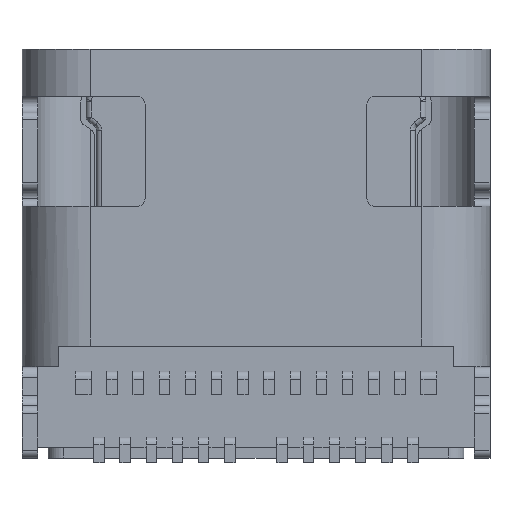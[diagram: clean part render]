
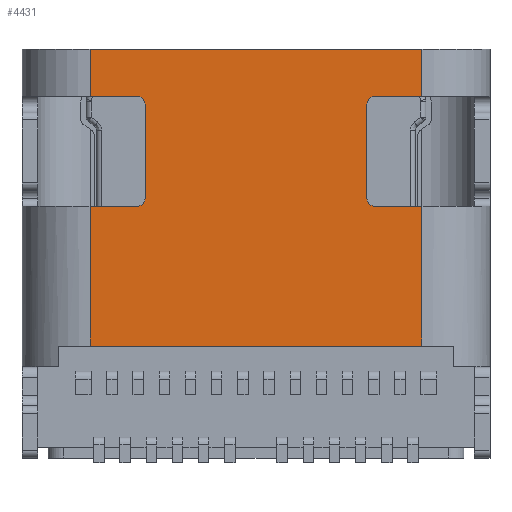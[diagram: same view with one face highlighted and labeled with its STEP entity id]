
A CAD part, front view. The second image highlights one B-rep face of the part: STEP entity #4431.
In plain terms, the highlighted planar face has unit normal (0, -1, 0).
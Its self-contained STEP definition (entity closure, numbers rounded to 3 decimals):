
#126 = VECTOR ( 'NONE', #5915, 1000. ) ;
#129 = DIRECTION ( 'NONE',  ( 0., 1., 0. ) ) ;
#320 = EDGE_LOOP ( 'NONE', ( #3492, #4864, #3167, #8741, #10411, #4479, #8206, #2371, #2201, #9532, #884, #7702, #5632, #9510, #3688, #1860 ) ) ;
#511 = VECTOR ( 'NONE', #621, 1000. ) ;
#548 = EDGE_CURVE ( 'NONE', #11898, #5645, #5113, .T. ) ;
#561 = VERTEX_POINT ( 'NONE', #3014 ) ;
#579 = LINE ( 'NONE', #2473, #8863 ) ;
#621 = DIRECTION ( 'NONE',  ( 1., 0., 0. ) ) ;
#768 = DIRECTION ( 'NONE',  ( 1., 0., 0. ) ) ;
#884 = ORIENTED_EDGE ( 'NONE', *, *, #5351, .T. ) ;
#1069 = CARTESIAN_POINT ( 'NONE',  ( 0., 0., 2.058 ) ) ;
#1295 = DIRECTION ( 'NONE',  ( 0., 1., 0. ) ) ;
#1364 = VECTOR ( 'NONE', #8747, 1000. ) ;
#1604 = CARTESIAN_POINT ( 'NONE',  ( -3.17, 0., -2.712 ) ) ;
#1821 = DIRECTION ( 'NONE',  ( -1., 0., 0. ) ) ;
#1860 = ORIENTED_EDGE ( 'NONE', *, *, #4525, .F. ) ;
#1903 = DIRECTION ( 'NONE',  ( 0., 0., -1. ) ) ;
#1965 = VECTOR ( 'NONE', #7547, 1000. ) ;
#1981 = VERTEX_POINT ( 'NONE', #6541 ) ;
#2164 = DIRECTION ( 'NONE',  ( 0., -1., 0. ) ) ;
#2172 = CARTESIAN_POINT ( 'NONE',  ( 2.12, 0., -1.742 ) ) ;
#2186 = VECTOR ( 'NONE', #11713, 1000. ) ;
#2201 = ORIENTED_EDGE ( 'NONE', *, *, #8290, .F. ) ;
#2218 = VECTOR ( 'NONE', #1903, 1000. ) ;
#2371 = ORIENTED_EDGE ( 'NONE', *, *, #3420, .T. ) ;
#2473 = CARTESIAN_POINT ( 'NONE',  ( 3.17, 0., -1.742 ) ) ;
#3014 = CARTESIAN_POINT ( 'NONE',  ( -2.27, 0., 2.058 ) ) ;
#3167 = ORIENTED_EDGE ( 'NONE', *, *, #6064, .T. ) ;
#3420 = EDGE_CURVE ( 'NONE', #11309, #10197, #5735, .T. ) ;
#3451 = CIRCLE ( 'NONE', #6364, 0.15 ) ;
#3492 = ORIENTED_EDGE ( 'NONE', *, *, #12195, .T. ) ;
#3617 = LINE ( 'NONE', #1604, #511 ) ;
#3688 = ORIENTED_EDGE ( 'NONE', *, *, #11250, .T. ) ;
#3925 = CARTESIAN_POINT ( 'NONE',  ( -3.17, 0., -1.742 ) ) ;
#4064 = LINE ( 'NONE', #10797, #6983 ) ;
#4149 = CARTESIAN_POINT ( 'NONE',  ( 3.17, 0., 2.058 ) ) ;
#4178 = VECTOR ( 'NONE', #6941, 1000. ) ;
#4203 = VECTOR ( 'NONE', #9461, 1000. ) ;
#4227 = VERTEX_POINT ( 'NONE', #8818 ) ;
#4431 = ADVANCED_FACE ( 'NONE', ( #7197 ), #5038, .T. ) ;
#4479 = ORIENTED_EDGE ( 'NONE', *, *, #548, .T. ) ;
#4484 = AXIS2_PLACEMENT_3D ( 'NONE', #12331, #1295, #9255 ) ;
#4525 = EDGE_CURVE ( 'NONE', #6308, #12007, #12541, .T. ) ;
#4767 = LINE ( 'NONE', #8685, #1364 ) ;
#4864 = ORIENTED_EDGE ( 'NONE', *, *, #5507, .T. ) ;
#4917 = VERTEX_POINT ( 'NONE', #12530 ) ;
#4976 = LINE ( 'NONE', #3925, #2218 ) ;
#5038 = PLANE ( 'NONE',  #9824 ) ;
#5113 = LINE ( 'NONE', #2172, #4178 ) ;
#5144 = CARTESIAN_POINT ( 'NONE',  ( -3.17, 0., -0.042 ) ) ;
#5205 = CARTESIAN_POINT ( 'NONE',  ( -2.12, 0., 0.108 ) ) ;
#5351 = EDGE_CURVE ( 'NONE', #1981, #6662, #8525, .T. ) ;
#5507 = EDGE_CURVE ( 'NONE', #10371, #7903, #3617, .T. ) ;
#5540 = DIRECTION ( 'NONE',  ( 0., 0., 1. ) ) ;
#5555 = AXIS2_PLACEMENT_3D ( 'NONE', #11652, #9619, #6498 ) ;
#5632 = ORIENTED_EDGE ( 'NONE', *, *, #5761, .T. ) ;
#5645 = VERTEX_POINT ( 'NONE', #9883 ) ;
#5701 = CARTESIAN_POINT ( 'NONE',  ( -2.12, 0., 1.908 ) ) ;
#5735 = LINE ( 'NONE', #6778, #12911 ) ;
#5761 = EDGE_CURVE ( 'NONE', #561, #10623, #3451, .T. ) ;
#5772 = CIRCLE ( 'NONE', #7448, 0.15 ) ;
#5805 = DIRECTION ( 'NONE',  ( 0., 1., 0. ) ) ;
#5827 = EDGE_CURVE ( 'NONE', #4917, #8970, #6981, .T. ) ;
#5913 = CARTESIAN_POINT ( 'NONE',  ( -3.17, 0., -2.712 ) ) ;
#5915 = DIRECTION ( 'NONE',  ( 0., 0., -1. ) ) ;
#5936 = CARTESIAN_POINT ( 'NONE',  ( 0., 0., -0.042 ) ) ;
#6064 = EDGE_CURVE ( 'NONE', #7903, #8970, #579, .T. ) ;
#6146 = DIRECTION ( 'NONE',  ( -1., 0., 0. ) ) ;
#6234 = CARTESIAN_POINT ( 'NONE',  ( 2.12, 0., 0.108 ) ) ;
#6308 = VERTEX_POINT ( 'NONE', #5144 ) ;
#6364 = AXIS2_PLACEMENT_3D ( 'NONE', #7218, #5805, #1821 ) ;
#6498 = DIRECTION ( 'NONE',  ( -1., 0., 0. ) ) ;
#6541 = CARTESIAN_POINT ( 'NONE',  ( -3.17, 0., 2.958 ) ) ;
#6662 = VERTEX_POINT ( 'NONE', #6724 ) ;
#6724 = CARTESIAN_POINT ( 'NONE',  ( -3.17, 0., 2.058 ) ) ;
#6762 = CARTESIAN_POINT ( 'NONE',  ( 2.27, 0., 2.058 ) ) ;
#6778 = CARTESIAN_POINT ( 'NONE',  ( -3.17, 0., 2.058 ) ) ;
#6941 = DIRECTION ( 'NONE',  ( 0., 0., 1. ) ) ;
#6981 = LINE ( 'NONE', #5936, #7608 ) ;
#6983 = VECTOR ( 'NONE', #9747, 1000. ) ;
#7183 = DIRECTION ( 'NONE',  ( 1., 0., 0. ) ) ;
#7197 = FACE_OUTER_BOUND ( 'NONE', #320, .T. ) ;
#7218 = CARTESIAN_POINT ( 'NONE',  ( -2.27, 0., 1.908 ) ) ;
#7448 = AXIS2_PLACEMENT_3D ( 'NONE', #9203, #129, #7183 ) ;
#7547 = DIRECTION ( 'NONE',  ( 0., 0., -1. ) ) ;
#7608 = VECTOR ( 'NONE', #10965, 1000. ) ;
#7673 = VERTEX_POINT ( 'NONE', #5205 ) ;
#7702 = ORIENTED_EDGE ( 'NONE', *, *, #10736, .T. ) ;
#7903 = VERTEX_POINT ( 'NONE', #7919 ) ;
#7919 = CARTESIAN_POINT ( 'NONE',  ( 3.17, 0., -2.712 ) ) ;
#8206 = ORIENTED_EDGE ( 'NONE', *, *, #12749, .T. ) ;
#8290 = EDGE_CURVE ( 'NONE', #4227, #10197, #4767, .T. ) ;
#8525 = LINE ( 'NONE', #12512, #1965 ) ;
#8604 = EDGE_CURVE ( 'NONE', #10623, #7673, #8848, .T. ) ;
#8685 = CARTESIAN_POINT ( 'NONE',  ( 3.17, 0., -1.742 ) ) ;
#8741 = ORIENTED_EDGE ( 'NONE', *, *, #5827, .F. ) ;
#8747 = DIRECTION ( 'NONE',  ( 0., 0., -1. ) ) ;
#8818 = CARTESIAN_POINT ( 'NONE',  ( 3.17, 0., 2.958 ) ) ;
#8848 = LINE ( 'NONE', #9047, #126 ) ;
#8863 = VECTOR ( 'NONE', #5540, 1000. ) ;
#8930 = EDGE_CURVE ( 'NONE', #4917, #11898, #9708, .T. ) ;
#8970 = VERTEX_POINT ( 'NONE', #11396 ) ;
#9047 = CARTESIAN_POINT ( 'NONE',  ( -2.12, 0., -1.742 ) ) ;
#9203 = CARTESIAN_POINT ( 'NONE',  ( 2.27, 0., 1.908 ) ) ;
#9255 = DIRECTION ( 'NONE',  ( 1., 0., 0. ) ) ;
#9461 = DIRECTION ( 'NONE',  ( 1., 0., 0. ) ) ;
#9488 = CIRCLE ( 'NONE', #4484, 0.15 ) ;
#9510 = ORIENTED_EDGE ( 'NONE', *, *, #8604, .T. ) ;
#9532 = ORIENTED_EDGE ( 'NONE', *, *, #10724, .F. ) ;
#9619 = DIRECTION ( 'NONE',  ( 0., 1., 0. ) ) ;
#9708 = CIRCLE ( 'NONE', #5555, 0.15 ) ;
#9747 = DIRECTION ( 'NONE',  ( 1., 0., 0. ) ) ;
#9813 = LINE ( 'NONE', #1069, #2186 ) ;
#9824 = AXIS2_PLACEMENT_3D ( 'NONE', #11178, #2164, #6146 ) ;
#9883 = CARTESIAN_POINT ( 'NONE',  ( 2.12, 0., 1.908 ) ) ;
#10197 = VERTEX_POINT ( 'NONE', #4149 ) ;
#10334 = CARTESIAN_POINT ( 'NONE',  ( -2.27, 0., -0.042 ) ) ;
#10371 = VERTEX_POINT ( 'NONE', #5913 ) ;
#10411 = ORIENTED_EDGE ( 'NONE', *, *, #8930, .T. ) ;
#10623 = VERTEX_POINT ( 'NONE', #5701 ) ;
#10724 = EDGE_CURVE ( 'NONE', #1981, #4227, #4064, .T. ) ;
#10736 = EDGE_CURVE ( 'NONE', #6662, #561, #9813, .T. ) ;
#10797 = CARTESIAN_POINT ( 'NONE',  ( 0., 0., 2.958 ) ) ;
#10965 = DIRECTION ( 'NONE',  ( 1., 0., 0. ) ) ;
#11178 = CARTESIAN_POINT ( 'NONE',  ( -3.17, 0., -1.742 ) ) ;
#11250 = EDGE_CURVE ( 'NONE', #7673, #12007, #9488, .T. ) ;
#11309 = VERTEX_POINT ( 'NONE', #6762 ) ;
#11396 = CARTESIAN_POINT ( 'NONE',  ( 3.17, 0., -0.042 ) ) ;
#11495 = CARTESIAN_POINT ( 'NONE',  ( 0., 0., -0.042 ) ) ;
#11652 = CARTESIAN_POINT ( 'NONE',  ( 2.27, 0., 0.108 ) ) ;
#11713 = DIRECTION ( 'NONE',  ( 1., 0., 0. ) ) ;
#11898 = VERTEX_POINT ( 'NONE', #6234 ) ;
#12007 = VERTEX_POINT ( 'NONE', #10334 ) ;
#12195 = EDGE_CURVE ( 'NONE', #6308, #10371, #4976, .T. ) ;
#12331 = CARTESIAN_POINT ( 'NONE',  ( -2.27, 0., 0.108 ) ) ;
#12512 = CARTESIAN_POINT ( 'NONE',  ( -3.17, 0., -1.742 ) ) ;
#12530 = CARTESIAN_POINT ( 'NONE',  ( 2.27, 0., -0.042 ) ) ;
#12541 = LINE ( 'NONE', #11495, #4203 ) ;
#12749 = EDGE_CURVE ( 'NONE', #5645, #11309, #5772, .T. ) ;
#12911 = VECTOR ( 'NONE', #768, 1000. ) ;
